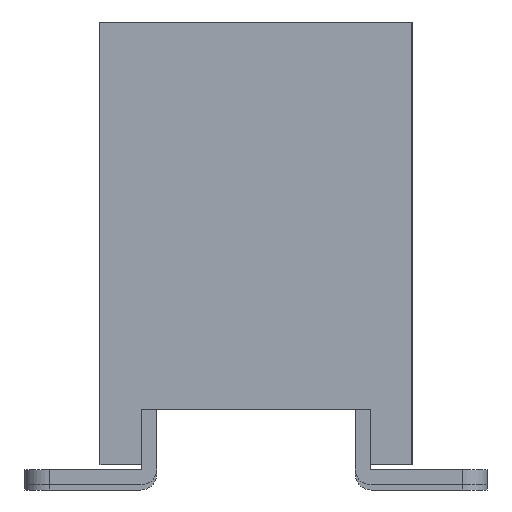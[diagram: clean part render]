
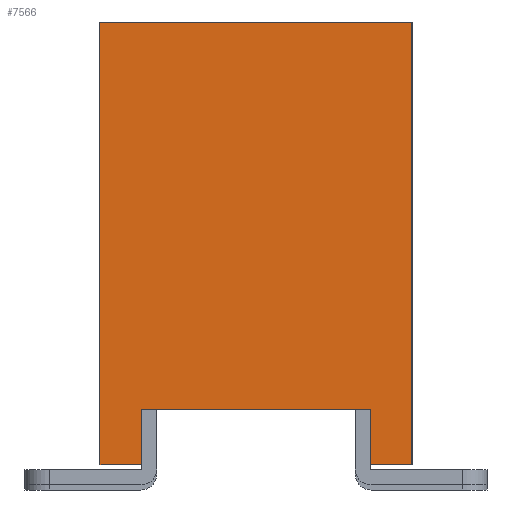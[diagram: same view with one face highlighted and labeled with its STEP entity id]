
A CAD part, left-side view. The second image highlights one B-rep face of the part: STEP entity #7566.
In plain terms, the highlighted planar face has unit normal (-1, 0, 0).
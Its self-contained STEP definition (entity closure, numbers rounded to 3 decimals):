
#685=ORIENTED_EDGE('',*,*,#2586,.T.);
#686=ORIENTED_EDGE('',*,*,#2861,.T.);
#687=ORIENTED_EDGE('',*,*,#2862,.F.);
#688=ORIENTED_EDGE('',*,*,#2863,.T.);
#689=ORIENTED_EDGE('',*,*,#2462,.T.);
#690=ORIENTED_EDGE('',*,*,#2864,.F.);
#691=ORIENTED_EDGE('',*,*,#2865,.F.);
#692=ORIENTED_EDGE('',*,*,#2866,.T.);
#2462=EDGE_CURVE('',#3551,#3549,#4234,.T.);
#2586=EDGE_CURVE('',#3675,#3674,#4358,.T.);
#2861=EDGE_CURVE('',#3674,#3949,#4633,.T.);
#2862=EDGE_CURVE('',#3950,#3949,#4634,.T.);
#2863=EDGE_CURVE('',#3950,#3551,#4635,.T.);
#2864=EDGE_CURVE('',#3951,#3549,#4636,.T.);
#2865=EDGE_CURVE('',#3952,#3951,#4637,.T.);
#2866=EDGE_CURVE('',#3952,#3675,#4638,.T.);
#3549=VERTEX_POINT('',#10581);
#3551=VERTEX_POINT('',#10584);
#3674=VERTEX_POINT('',#10832);
#3675=VERTEX_POINT('',#10834);
#3949=VERTEX_POINT('',#11411);
#3950=VERTEX_POINT('',#11413);
#3951=VERTEX_POINT('',#11416);
#3952=VERTEX_POINT('',#11418);
#4234=LINE('',#10583,#5260);
#4358=LINE('',#10833,#5384);
#4633=LINE('',#11410,#5659);
#4634=LINE('',#11412,#5660);
#4635=LINE('',#11414,#5661);
#4636=LINE('',#11415,#5662);
#4637=LINE('',#11417,#5663);
#4638=LINE('',#11419,#5664);
#5260=VECTOR('',#8521,1000.);
#5384=VECTOR('',#8649,1000.);
#5659=VECTOR('',#8980,1000.);
#5660=VECTOR('',#8981,1000.);
#5661=VECTOR('',#8982,1000.);
#5662=VECTOR('',#8983,1000.);
#5663=VECTOR('',#8984,1000.);
#5664=VECTOR('',#8985,1000.);
#6315=EDGE_LOOP('',(#685,#686,#687,#688,#689,#690,#691,#692));
#6779=FACE_BOUND('',#6315,.T.);
#7187=PLANE('',#8001);
#7566=ADVANCED_FACE('',(#6779),#7187,.T.);
#8001=AXIS2_PLACEMENT_3D('',#11409,#8978,#8979);
#8521=DIRECTION('',(0.,1.,0.));
#8649=DIRECTION('',(0.,-1.,0.));
#8978=DIRECTION('',(-1.,0.,0.));
#8979=DIRECTION('',(0.,0.,1.));
#8980=DIRECTION('',(0.,0.,-1.));
#8981=DIRECTION('',(0.,1.,0.));
#8982=DIRECTION('',(0.,0.,1.));
#8983=DIRECTION('',(0.,0.,1.));
#8984=DIRECTION('',(0.,1.,0.));
#8985=DIRECTION('',(0.,0.,1.));
#10581=CARTESIAN_POINT('',(-9.09,1.55,2.2));
#10583=CARTESIAN_POINT('',(-9.09,-1.55,2.2));
#10584=CARTESIAN_POINT('',(-9.09,-1.55,2.2));
#10832=CARTESIAN_POINT('',(-9.09,-1.135,-1.65));
#10833=CARTESIAN_POINT('',(-9.09,-1.55,-1.65));
#10834=CARTESIAN_POINT('',(-9.09,1.135,-1.65));
#11409=CARTESIAN_POINT('',(-9.09,-1.55,-2.2));
#11410=CARTESIAN_POINT('',(-9.09,-1.135,-2.2));
#11411=CARTESIAN_POINT('',(-9.09,-1.135,-2.2));
#11412=CARTESIAN_POINT('',(-9.09,-1.55,-2.2));
#11413=CARTESIAN_POINT('',(-9.09,-1.55,-2.2));
#11414=CARTESIAN_POINT('',(-9.09,-1.55,-2.2));
#11415=CARTESIAN_POINT('',(-9.09,1.55,-2.2));
#11416=CARTESIAN_POINT('',(-9.09,1.55,-2.2));
#11417=CARTESIAN_POINT('',(-9.09,-1.55,-2.2));
#11418=CARTESIAN_POINT('',(-9.09,1.135,-2.2));
#11419=CARTESIAN_POINT('',(-9.09,1.135,-2.2));
